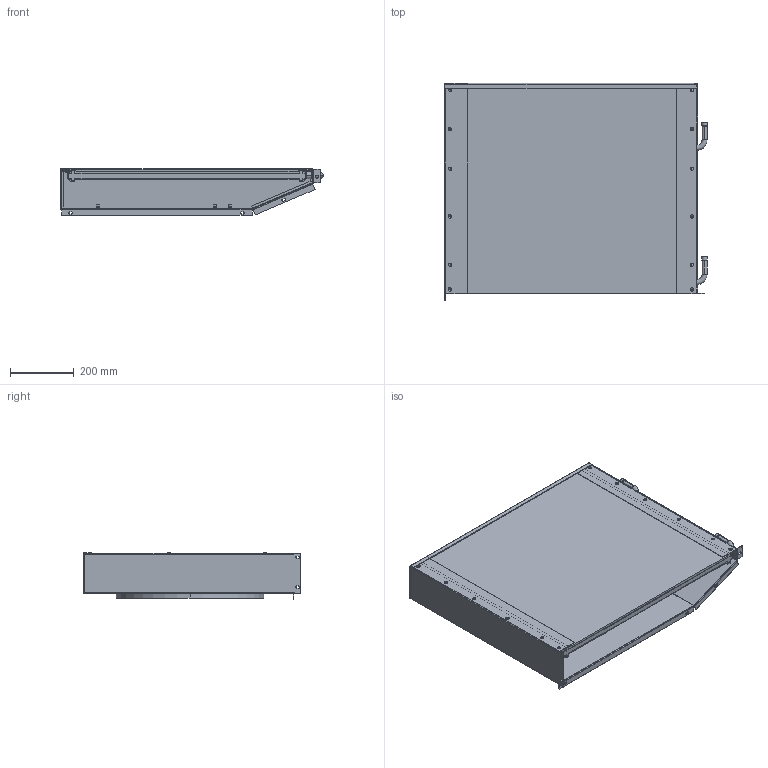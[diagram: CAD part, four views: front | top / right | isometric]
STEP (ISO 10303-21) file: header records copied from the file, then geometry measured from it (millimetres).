
FILE_DESCRIPTION((''),'2;1');
FILE_NAME('191U0644E_ASM','2023-04-04T08:55:01',('U375483'),('DANFOSS COMMERCIAL COMPRESSOR'),'CREO PARAMETRIC BY PTC INC, 2022124','CREO PARAMETRIC BY PTC INC, 2022124','');
FILE_SCHEMA(('CONFIG_CONTROL_DESIGN'));
Length unit declared in the file: millimetre
Products named in the file (9): 191U124507P01; 193U5105; 191U124507P01_ASM; 191U124507P02; 191U124507P00_ASM; 021F0138; 193U5080; 191U0644; 191U0644E_ASM
Assembly tree (17 placements, depth 4):
  191U0644E_ASM
    191U124507P00_ASM
      191U124507P01_ASM
        191U124507P01
        193U5105  x5
      191U124507P02
    021F0138
    193U5080  x6
    191U0644
Bounding box: 827.09 x 684 x 147.87 mm (x, y, z)
Volume: 1150535.1 mm3; surface area: 2623180.1 mm2
Topology: 14 solids, 25 shells, 695 faces, 1718 edges, 1058 vertices
Faces by surface type: plane 366, cylinder 216, cone 48, torus 32, sphere 24, bspline 9
Entity records: 18180 total; most frequent: CARTESIAN_POINT 4440, DIRECTION 2908, ORIENTED_EDGE 2732, EDGE_CURVE 1382, AXIS2_PLACEMENT_3D 1003, VECTOR 902, LINE 902, VERTEX_POINT 864
